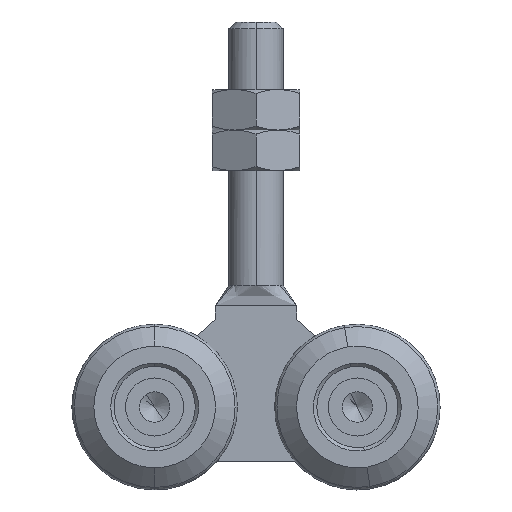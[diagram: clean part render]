
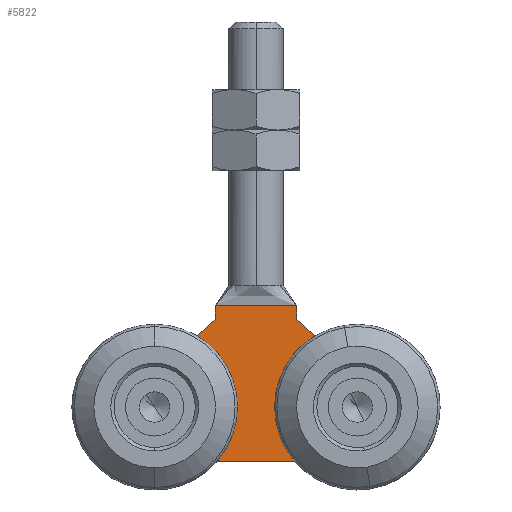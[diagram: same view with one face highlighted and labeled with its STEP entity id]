
A CAD part, top view. The second image highlights one B-rep face of the part: STEP entity #5822.
In plain terms, the highlighted planar face has unit normal (0, 0, 1).
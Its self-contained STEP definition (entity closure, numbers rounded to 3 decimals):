
#10 = CARTESIAN_POINT ( 'NONE',  ( -6., 13., 3. ) ) ;
#29 = ORIENTED_EDGE ( 'NONE', *, *, #4257, .T. ) ;
#49 = CARTESIAN_POINT ( 'NONE',  ( -18.1, 0., 3. ) ) ;
#84 = VECTOR ( 'NONE', #5251, 1000. ) ;
#195 = DIRECTION ( 'NONE',  ( 1., 0., 0. ) ) ;
#402 = DIRECTION ( 'NONE',  ( 1., 0., 0. ) ) ;
#508 = CARTESIAN_POINT ( 'NONE',  ( 10.009, 9.374, 3. ) ) ;
#570 = AXIS2_PLACEMENT_3D ( 'NONE', #7920, #822, #195 ) ;
#585 = EDGE_CURVE ( 'NONE', #2161, #6735, #1919, .T. ) ;
#586 = CARTESIAN_POINT ( 'NONE',  ( -6., 13., 3. ) ) ;
#601 = CIRCLE ( 'NONE', #5904, 3.1 ) ;
#698 = CIRCLE ( 'NONE', #7458, 3.1 ) ;
#700 = VERTEX_POINT ( 'NONE', #49 ) ;
#707 = EDGE_CURVE ( 'NONE', #6287, #789, #698, .T. ) ;
#789 = VERTEX_POINT ( 'NONE', #7151 ) ;
#822 = DIRECTION ( 'NONE',  ( 0., 0., 1. ) ) ;
#838 = ORIENTED_EDGE ( 'NONE', *, *, #585, .T. ) ;
#852 = VERTEX_POINT ( 'NONE', #1661 ) ;
#879 = DIRECTION ( 'NONE',  ( 0., 1., 0. ) ) ;
#882 = CARTESIAN_POINT ( 'NONE',  ( -9., -8., 3. ) ) ;
#901 = AXIS2_PLACEMENT_3D ( 'NONE', #7283, #4056, #1443 ) ;
#1002 = DIRECTION ( 'NONE',  ( 0., 0., -1. ) ) ;
#1300 = DIRECTION ( 'NONE',  ( 0., -1., 0. ) ) ;
#1378 = EDGE_LOOP ( 'NONE', ( #6265, #3349 ) ) ;
#1411 = CARTESIAN_POINT ( 'NONE',  ( -25., 0., 3. ) ) ;
#1443 = DIRECTION ( 'NONE',  ( 1., 0., 0. ) ) ;
#1462 = CARTESIAN_POINT ( 'NONE',  ( 0., 15., 3. ) ) ;
#1545 = LINE ( 'NONE', #882, #84 ) ;
#1564 = FACE_BOUND ( 'NONE', #1378, .T. ) ;
#1609 = EDGE_LOOP ( 'NONE', ( #3125, #1894 ) ) ;
#1629 = CARTESIAN_POINT ( 'NONE',  ( 11.9, 0., 3. ) ) ;
#1661 = CARTESIAN_POINT ( 'NONE',  ( -11.072, 9.196, 3. ) ) ;
#1720 = EDGE_CURVE ( 'NONE', #2663, #5806, #7843, .T. ) ;
#1801 = CARTESIAN_POINT ( 'NONE',  ( -15., 0., 3. ) ) ;
#1821 = VERTEX_POINT ( 'NONE', #6106 ) ;
#1894 = ORIENTED_EDGE ( 'NONE', *, *, #4033, .T. ) ;
#1919 = LINE ( 'NONE', #10, #5054 ) ;
#1992 = CARTESIAN_POINT ( 'NONE',  ( -10.009, 9.374, 3. ) ) ;
#2031 = DIRECTION ( 'NONE',  ( 1., 0., 0. ) ) ;
#2082 = DIRECTION ( 'NONE',  ( 1., 0., 0. ) ) ;
#2105 = AXIS2_PLACEMENT_3D ( 'NONE', #1801, #6870, #3086 ) ;
#2157 = CARTESIAN_POINT ( 'NONE',  ( 10.5, 8.93, 3. ) ) ;
#2161 = VERTEX_POINT ( 'NONE', #7871 ) ;
#2180 = EDGE_CURVE ( 'NONE', #5220, #3318, #6985, .T. ) ;
#2475 = VECTOR ( 'NONE', #7175, 1000. ) ;
#2585 = CARTESIAN_POINT ( 'NONE',  ( 15., 0., 3. ) ) ;
#2663 = VERTEX_POINT ( 'NONE', #508 ) ;
#2701 = CARTESIAN_POINT ( 'NONE',  ( 15., 0., 3. ) ) ;
#2709 = VERTEX_POINT ( 'NONE', #1992 ) ;
#2725 = ORIENTED_EDGE ( 'NONE', *, *, #2771, .T. ) ;
#2771 = EDGE_CURVE ( 'NONE', #6735, #2709, #3159, .T. ) ;
#2946 = VERTEX_POINT ( 'NONE', #1411 ) ;
#3086 = DIRECTION ( 'NONE',  ( 1., 0., 0. ) ) ;
#3125 = ORIENTED_EDGE ( 'NONE', *, *, #3299, .T. ) ;
#3159 = LINE ( 'NONE', #3735, #6411 ) ;
#3237 = CARTESIAN_POINT ( 'NONE',  ( 9., -8., 3. ) ) ;
#3286 = DIRECTION ( 'NONE',  ( -1., 0., 0. ) ) ;
#3290 = CIRCLE ( 'NONE', #3815, 3.1 ) ;
#3299 = EDGE_CURVE ( 'NONE', #700, #3805, #601, .T. ) ;
#3318 = VERTEX_POINT ( 'NONE', #3533 ) ;
#3349 = ORIENTED_EDGE ( 'NONE', *, *, #5203, .F. ) ;
#3363 = LINE ( 'NONE', #1462, #7791 ) ;
#3390 = FACE_OUTER_BOUND ( 'NONE', #3960, .T. ) ;
#3411 = CARTESIAN_POINT ( 'NONE',  ( 6., 15., 3. ) ) ;
#3508 = CIRCLE ( 'NONE', #4986, 10. ) ;
#3510 = CARTESIAN_POINT ( 'NONE',  ( 6., 13., 3. ) ) ;
#3533 = CARTESIAN_POINT ( 'NONE',  ( 11.072, 9.196, 3. ) ) ;
#3735 = CARTESIAN_POINT ( 'NONE',  ( -10.5, 8.93, 3. ) ) ;
#3805 = VERTEX_POINT ( 'NONE', #5733 ) ;
#3806 = AXIS2_PLACEMENT_3D ( 'NONE', #6792, #6756, #402 ) ;
#3815 = AXIS2_PLACEMENT_3D ( 'NONE', #8122, #6838, #7378 ) ;
#3866 = DIRECTION ( 'NONE',  ( 1., 0., 0. ) ) ;
#3900 = EDGE_CURVE ( 'NONE', #2946, #852, #3508, .T. ) ;
#3960 = EDGE_LOOP ( 'NONE', ( #4380, #29, #5233, #4834, #7754, #838, #2725, #6781, #7966, #8006, #7391 ) ) ;
#3963 = CARTESIAN_POINT ( 'NONE',  ( -10.68, 10.116, 3. ) ) ;
#4033 = EDGE_CURVE ( 'NONE', #3805, #700, #3290, .T. ) ;
#4056 = DIRECTION ( 'NONE',  ( 0., 0., -1. ) ) ;
#4092 = CIRCLE ( 'NONE', #2105, 10. ) ;
#4257 = EDGE_CURVE ( 'NONE', #3318, #2663, #7798, .T. ) ;
#4380 = ORIENTED_EDGE ( 'NONE', *, *, #2180, .T. ) ;
#4479 = AXIS2_PLACEMENT_3D ( 'NONE', #2701, #4532, #2082 ) ;
#4532 = DIRECTION ( 'NONE',  ( 0., 0., 1. ) ) ;
#4655 = EDGE_CURVE ( 'NONE', #6470, #2946, #4092, .T. ) ;
#4727 = PLANE ( 'NONE',  #570 ) ;
#4834 = ORIENTED_EDGE ( 'NONE', *, *, #5061, .T. ) ;
#4986 = AXIS2_PLACEMENT_3D ( 'NONE', #5226, #7090, #2031 ) ;
#5017 = VECTOR ( 'NONE', #879, 1000. ) ;
#5054 = VECTOR ( 'NONE', #1300, 1000. ) ;
#5061 = EDGE_CURVE ( 'NONE', #5806, #1821, #6571, .T. ) ;
#5127 = DIRECTION ( 'NONE',  ( 0., 0., 1. ) ) ;
#5203 = EDGE_CURVE ( 'NONE', #789, #6287, #5541, .T. ) ;
#5220 = VERTEX_POINT ( 'NONE', #3237 ) ;
#5226 = CARTESIAN_POINT ( 'NONE',  ( -15., 0., 3. ) ) ;
#5233 = ORIENTED_EDGE ( 'NONE', *, *, #1720, .T. ) ;
#5251 = DIRECTION ( 'NONE',  ( 1., 0., 0. ) ) ;
#5363 = CARTESIAN_POINT ( 'NONE',  ( -15., 0., 3. ) ) ;
#5541 = CIRCLE ( 'NONE', #4479, 3.1 ) ;
#5733 = CARTESIAN_POINT ( 'NONE',  ( -11.9, 0., 3. ) ) ;
#5737 = DIRECTION ( 'NONE',  ( -0.742, -0.671, 0. ) ) ;
#5806 = VERTEX_POINT ( 'NONE', #3510 ) ;
#5822 = ADVANCED_FACE ( 'NONE', ( #3390, #1564, #5893 ), #4727, .T. ) ;
#5893 = FACE_BOUND ( 'NONE', #1609, .T. ) ;
#5904 = AXIS2_PLACEMENT_3D ( 'NONE', #5363, #1002, #7269 ) ;
#6067 = DIRECTION ( 'NONE',  ( 1., 0., 0. ) ) ;
#6076 = CIRCLE ( 'NONE', #6333, 1. ) ;
#6106 = CARTESIAN_POINT ( 'NONE',  ( 6., 15., 3. ) ) ;
#6265 = ORIENTED_EDGE ( 'NONE', *, *, #707, .F. ) ;
#6287 = VERTEX_POINT ( 'NONE', #1629 ) ;
#6333 = AXIS2_PLACEMENT_3D ( 'NONE', #3963, #6497, #6067 ) ;
#6411 = VECTOR ( 'NONE', #5737, 1000. ) ;
#6470 = VERTEX_POINT ( 'NONE', #8151 ) ;
#6497 = DIRECTION ( 'NONE',  ( 0., 0., -1. ) ) ;
#6551 = EDGE_CURVE ( 'NONE', #2709, #852, #6076, .T. ) ;
#6571 = LINE ( 'NONE', #3411, #5017 ) ;
#6735 = VERTEX_POINT ( 'NONE', #586 ) ;
#6756 = DIRECTION ( 'NONE',  ( 0., 0., 1. ) ) ;
#6781 = ORIENTED_EDGE ( 'NONE', *, *, #6551, .T. ) ;
#6792 = CARTESIAN_POINT ( 'NONE',  ( 15., 0., 3. ) ) ;
#6838 = DIRECTION ( 'NONE',  ( 0., 0., -1. ) ) ;
#6870 = DIRECTION ( 'NONE',  ( 0., 0., -1. ) ) ;
#6985 = CIRCLE ( 'NONE', #3806, 10. ) ;
#7090 = DIRECTION ( 'NONE',  ( 0., 0., -1. ) ) ;
#7151 = CARTESIAN_POINT ( 'NONE',  ( 18.1, 0., 3. ) ) ;
#7175 = DIRECTION ( 'NONE',  ( -0.742, 0.671, 0. ) ) ;
#7269 = DIRECTION ( 'NONE',  ( 1., 0., 0. ) ) ;
#7283 = CARTESIAN_POINT ( 'NONE',  ( 10.68, 10.116, 3. ) ) ;
#7378 = DIRECTION ( 'NONE',  ( 1., 0., 0. ) ) ;
#7391 = ORIENTED_EDGE ( 'NONE', *, *, #7694, .T. ) ;
#7458 = AXIS2_PLACEMENT_3D ( 'NONE', #2585, #5127, #3866 ) ;
#7694 = EDGE_CURVE ( 'NONE', #6470, #5220, #1545, .T. ) ;
#7754 = ORIENTED_EDGE ( 'NONE', *, *, #8212, .T. ) ;
#7791 = VECTOR ( 'NONE', #3286, 1000. ) ;
#7798 = CIRCLE ( 'NONE', #901, 1. ) ;
#7843 = LINE ( 'NONE', #2157, #2475 ) ;
#7871 = CARTESIAN_POINT ( 'NONE',  ( -6., 15., 3. ) ) ;
#7920 = CARTESIAN_POINT ( 'NONE',  ( 0., 0., 3. ) ) ;
#7966 = ORIENTED_EDGE ( 'NONE', *, *, #3900, .F. ) ;
#8006 = ORIENTED_EDGE ( 'NONE', *, *, #4655, .F. ) ;
#8122 = CARTESIAN_POINT ( 'NONE',  ( -15., 0., 3. ) ) ;
#8151 = CARTESIAN_POINT ( 'NONE',  ( -9., -8., 3. ) ) ;
#8212 = EDGE_CURVE ( 'NONE', #1821, #2161, #3363, .T. ) ;
